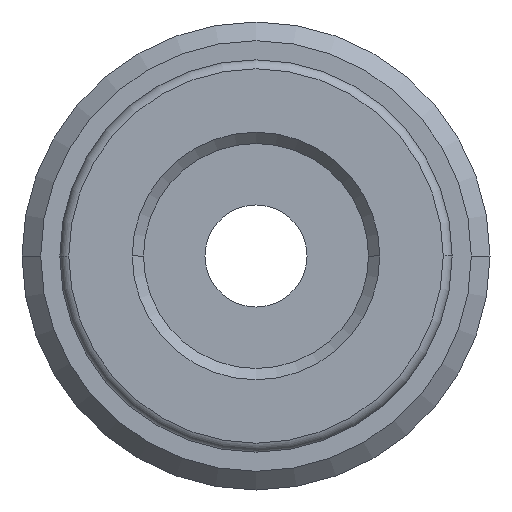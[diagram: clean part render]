
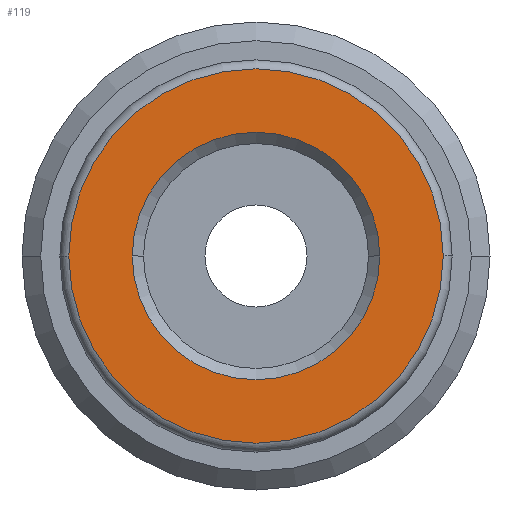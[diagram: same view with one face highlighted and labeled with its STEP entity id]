
A CAD part, front view. The second image highlights one B-rep face of the part: STEP entity #119.
In plain terms, the highlighted planar face has unit normal (0, -1, 0).
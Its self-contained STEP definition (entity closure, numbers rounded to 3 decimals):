
#119=ADVANCED_FACE('',(#252,#253),#254,.T.);
#252=FACE_BOUND('',#391,.T.);
#253=FACE_OUTER_BOUND('',#392,.T.);
#254=PLANE('',#393);
#391=EDGE_LOOP('',(#652,#653));
#392=EDGE_LOOP('',(#654,#655));
#393=AXIS2_PLACEMENT_3D('',#656,#657,#658);
#652=ORIENTED_EDGE('',*,*,#860,.T.);
#653=ORIENTED_EDGE('',*,*,#812,.T.);
#654=ORIENTED_EDGE('',*,*,#861,.T.);
#655=ORIENTED_EDGE('',*,*,#862,.T.);
#656=CARTESIAN_POINT('',(0.0,0.0,0.0));
#657=DIRECTION('',(0.0,-1.0,0.0));
#658=DIRECTION('',(-1.0,0.0,0.0));
#812=EDGE_CURVE('',#962,#965,#967,.T.);
#860=EDGE_CURVE('',#965,#962,#1029,.T.);
#861=EDGE_CURVE('',#1030,#1031,#1032,.T.);
#862=EDGE_CURVE('',#1031,#1030,#1033,.T.);
#962=VERTEX_POINT('',#1145);
#965=VERTEX_POINT('',#1149);
#967=CIRCLE('',#1152,2.75);
#1029=CIRCLE('',#1224,2.75);
#1030=VERTEX_POINT('',#1225);
#1031=VERTEX_POINT('',#1226);
#1032=CIRCLE('',#1227,4.16);
#1033=CIRCLE('',#1228,4.16);
#1145=CARTESIAN_POINT('',(2.75,0.0,0.));
#1149=CARTESIAN_POINT('',(-2.75,0.0,0.));
#1152=AXIS2_PLACEMENT_3D('',#1350,#1351,#1352);
#1224=AXIS2_PLACEMENT_3D('',#1423,#1424,#1425);
#1225=CARTESIAN_POINT('',(4.16,0.0,0.0));
#1226=CARTESIAN_POINT('',(-4.16,0.0,0.));
#1227=AXIS2_PLACEMENT_3D('',#1426,#1427,#1428);
#1228=AXIS2_PLACEMENT_3D('',#1429,#1430,#1431);
#1350=CARTESIAN_POINT('',(0.0,0.0,0.0));
#1351=DIRECTION('',(-0.0,1.0,0.0));
#1352=DIRECTION('',(1.0,0.0,0.0));
#1423=CARTESIAN_POINT('',(0.0,0.0,0.0));
#1424=DIRECTION('',(-0.0,1.0,0.0));
#1425=DIRECTION('',(1.0,0.0,0.0));
#1426=CARTESIAN_POINT('',(0.0,0.0,0.0));
#1427=DIRECTION('',(0.0,-1.0,0.0));
#1428=DIRECTION('',(1.0,0.0,0.0));
#1429=CARTESIAN_POINT('',(0.0,0.0,0.0));
#1430=DIRECTION('',(0.0,-1.0,0.0));
#1431=DIRECTION('',(1.0,0.0,0.0));
